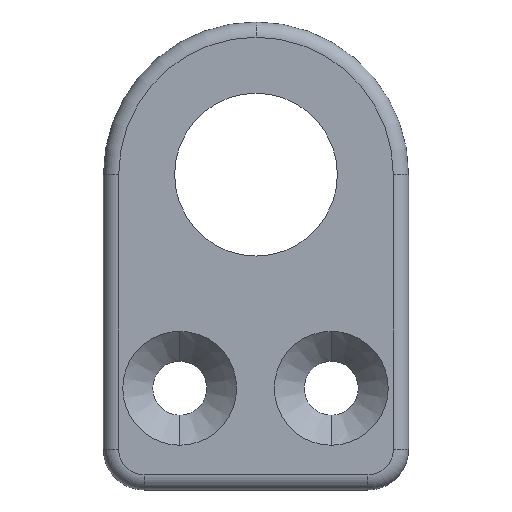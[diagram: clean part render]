
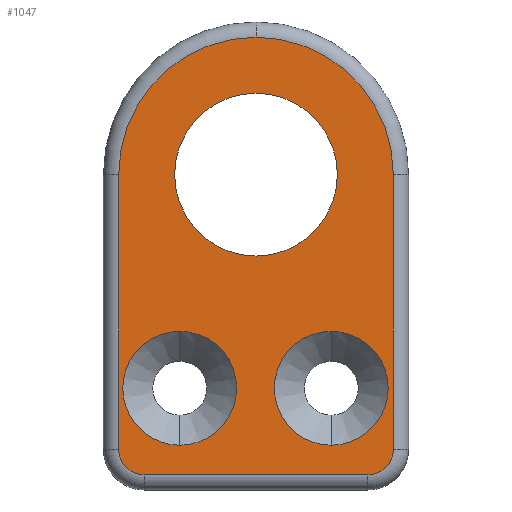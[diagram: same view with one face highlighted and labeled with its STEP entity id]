
A CAD part, front view. The second image highlights one B-rep face of the part: STEP entity #1047.
In plain terms, the highlighted planar face has unit normal (0, -1, 0).
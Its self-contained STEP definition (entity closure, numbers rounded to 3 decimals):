
#35 = VERTEX_POINT ( 'NONE', #664 ) ;
#38 = DIRECTION ( 'NONE',  ( 0., 0., 1. ) ) ;
#57 = DIRECTION ( 'NONE',  ( 0., 0., 1. ) ) ;
#60 = FACE_BOUND ( 'NONE', #1120, .T. ) ;
#89 = DIRECTION ( 'NONE',  ( 0., 0., 1. ) ) ;
#96 = DIRECTION ( 'NONE',  ( 0., -1., 0. ) ) ;
#97 = CARTESIAN_POINT ( 'NONE',  ( 0., 0., 13.5 ) ) ;
#111 = CARTESIAN_POINT ( 'NONE',  ( -7.5, 0., -15.4 ) ) ;
#123 = VERTEX_POINT ( 'NONE', #800 ) ;
#128 = DIRECTION ( 'NONE',  ( 0., 0., -1. ) ) ;
#130 = AXIS2_PLACEMENT_3D ( 'NONE', #760, #1167, #245 ) ;
#135 = AXIS2_PLACEMENT_3D ( 'NONE', #1211, #282, #910 ) ;
#153 = CARTESIAN_POINT ( 'NONE',  ( 0., 0., 8. ) ) ;
#157 = DIRECTION ( 'NONE',  ( 0., -1., 0. ) ) ;
#174 = CARTESIAN_POINT ( 'NONE',  ( -7.5, 0., -26.6 ) ) ;
#185 = VECTOR ( 'NONE', #828, 1000. ) ;
#190 = CIRCLE ( 'NONE', #805, 2.5 ) ;
#213 = VECTOR ( 'NONE', #128, 1000. ) ;
#221 = CIRCLE ( 'NONE', #135, 5.6 ) ;
#226 = VERTEX_POINT ( 'NONE', #417 ) ;
#241 = AXIS2_PLACEMENT_3D ( 'NONE', #1318, #390, #798 ) ;
#245 = DIRECTION ( 'NONE',  ( 0., 0., 1. ) ) ;
#250 = VERTEX_POINT ( 'NONE', #940 ) ;
#269 = CIRCLE ( 'NONE', #241, 5.6 ) ;
#274 = CARTESIAN_POINT ( 'NONE',  ( 13.5, 0., -27. ) ) ;
#277 = AXIS2_PLACEMENT_3D ( 'NONE', #352, #797, #554 ) ;
#282 = DIRECTION ( 'NONE',  ( 0., -1., 0. ) ) ;
#295 = VERTEX_POINT ( 'NONE', #97 ) ;
#318 = VECTOR ( 'NONE', #345, 1000. ) ;
#319 = AXIS2_PLACEMENT_3D ( 'NONE', #548, #1235, #1050 ) ;
#345 = DIRECTION ( 'NONE',  ( 1., 0., 0. ) ) ;
#351 = DIRECTION ( 'NONE',  ( 0., -1., 0. ) ) ;
#352 = CARTESIAN_POINT ( 'NONE',  ( 0., 0., 0. ) ) ;
#357 = CIRCLE ( 'NONE', #1112, 5.6 ) ;
#359 = EDGE_CURVE ( 'NONE', #729, #123, #1259, .T. ) ;
#376 = CARTESIAN_POINT ( 'NONE',  ( 0., 0., 0. ) ) ;
#390 = DIRECTION ( 'NONE',  ( 0., -1., 0. ) ) ;
#399 = DIRECTION ( 'NONE',  ( 0., 1., 0. ) ) ;
#417 = CARTESIAN_POINT ( 'NONE',  ( -13.5, 0., -27. ) ) ;
#441 = EDGE_CURVE ( 'NONE', #857, #1260, #724, .T. ) ;
#454 = EDGE_CURVE ( 'NONE', #1160, #857, #905, .T. ) ;
#483 = ORIENTED_EDGE ( 'NONE', *, *, #827, .T. ) ;
#501 = EDGE_CURVE ( 'NONE', #594, #1149, #357, .T. ) ;
#515 = DIRECTION ( 'NONE',  ( 0., -1., 0. ) ) ;
#520 = ORIENTED_EDGE ( 'NONE', *, *, #951, .T. ) ;
#523 = CARTESIAN_POINT ( 'NONE',  ( 0., 0., 0. ) ) ;
#524 = CIRCLE ( 'NONE', #277, 8. ) ;
#531 = FACE_OUTER_BOUND ( 'NONE', #1053, .T. ) ;
#535 = CARTESIAN_POINT ( 'NONE',  ( 7.4, 0., -26.6 ) ) ;
#548 = CARTESIAN_POINT ( 'NONE',  ( 11., 0., -27. ) ) ;
#550 = AXIS2_PLACEMENT_3D ( 'NONE', #1129, #515, #713 ) ;
#554 = DIRECTION ( 'NONE',  ( 0., 0., 1. ) ) ;
#555 = CARTESIAN_POINT ( 'NONE',  ( 11., 0., -29.5 ) ) ;
#576 = CIRCLE ( 'NONE', #706, 13.5 ) ;
#594 = VERTEX_POINT ( 'NONE', #174 ) ;
#631 = EDGE_CURVE ( 'NONE', #1226, #35, #269, .T. ) ;
#632 = CARTESIAN_POINT ( 'NONE',  ( 13.5, 0., 0. ) ) ;
#636 = EDGE_LOOP ( 'NONE', ( #1217, #1187 ) ) ;
#641 = ORIENTED_EDGE ( 'NONE', *, *, #1096, .F. ) ;
#644 = EDGE_CURVE ( 'NONE', #1149, #594, #221, .T. ) ;
#647 = LINE ( 'NONE', #1059, #213 ) ;
#664 = CARTESIAN_POINT ( 'NONE',  ( 7.4, 0., -15.4 ) ) ;
#688 = ORIENTED_EDGE ( 'NONE', *, *, #501, .F. ) ;
#689 = CARTESIAN_POINT ( 'NONE',  ( 0., 0., 0. ) ) ;
#693 = PLANE ( 'NONE',  #1264 ) ;
#706 = AXIS2_PLACEMENT_3D ( 'NONE', #376, #157, #38 ) ;
#710 = ORIENTED_EDGE ( 'NONE', *, *, #1170, .T. ) ;
#713 = DIRECTION ( 'NONE',  ( 0., 0., -1. ) ) ;
#716 = ORIENTED_EDGE ( 'NONE', *, *, #1351, .T. ) ;
#724 = LINE ( 'NONE', #632, #185 ) ;
#726 = CARTESIAN_POINT ( 'NONE',  ( 13.5, 0., 0. ) ) ;
#729 = VERTEX_POINT ( 'NONE', #153 ) ;
#735 = ORIENTED_EDGE ( 'NONE', *, *, #454, .T. ) ;
#739 = VERTEX_POINT ( 'NONE', #1178 ) ;
#750 = CIRCLE ( 'NONE', #1091, 13.5 ) ;
#760 = CARTESIAN_POINT ( 'NONE',  ( 0., 0., 0. ) ) ;
#766 = DIRECTION ( 'NONE',  ( 0., 0., -1. ) ) ;
#794 = FACE_BOUND ( 'NONE', #636, .T. ) ;
#797 = DIRECTION ( 'NONE',  ( 0., 1., 0. ) ) ;
#798 = DIRECTION ( 'NONE',  ( 0., 0., -1. ) ) ;
#800 = CARTESIAN_POINT ( 'NONE',  ( 0., 0., -8. ) ) ;
#805 = AXIS2_PLACEMENT_3D ( 'NONE', #1153, #96, #1256 ) ;
#827 = EDGE_CURVE ( 'NONE', #739, #1160, #855, .T. ) ;
#828 = DIRECTION ( 'NONE',  ( 0., 0., 1. ) ) ;
#841 = ORIENTED_EDGE ( 'NONE', *, *, #631, .F. ) ;
#855 = LINE ( 'NONE', #1101, #318 ) ;
#857 = VERTEX_POINT ( 'NONE', #274 ) ;
#882 = EDGE_CURVE ( 'NONE', #123, #729, #524, .T. ) ;
#905 = CIRCLE ( 'NONE', #319, 2.5 ) ;
#910 = DIRECTION ( 'NONE',  ( 0., 0., -1. ) ) ;
#940 = CARTESIAN_POINT ( 'NONE',  ( -13.5, 0., 0. ) ) ;
#951 = EDGE_CURVE ( 'NONE', #295, #250, #750, .T. ) ;
#987 = ORIENTED_EDGE ( 'NONE', *, *, #1296, .T. ) ;
#996 = DIRECTION ( 'NONE',  ( 0., -1., 0. ) ) ;
#1032 = EDGE_LOOP ( 'NONE', ( #841, #641 ) ) ;
#1035 = CIRCLE ( 'NONE', #550, 5.6 ) ;
#1047 = ADVANCED_FACE ( 'NONE', ( #531, #1230, #60, #794 ), #693, .F. ) ;
#1048 = ORIENTED_EDGE ( 'NONE', *, *, #441, .T. ) ;
#1050 = DIRECTION ( 'NONE',  ( 0., 0., 1. ) ) ;
#1053 = EDGE_LOOP ( 'NONE', ( #1048, #716, #520, #987, #710, #483, #735 ) ) ;
#1059 = CARTESIAN_POINT ( 'NONE',  ( -13.5, 0., -27. ) ) ;
#1064 = CARTESIAN_POINT ( 'NONE',  ( -7.5, 0., -21. ) ) ;
#1091 = AXIS2_PLACEMENT_3D ( 'NONE', #689, #996, #57 ) ;
#1096 = EDGE_CURVE ( 'NONE', #35, #1226, #1035, .T. ) ;
#1101 = CARTESIAN_POINT ( 'NONE',  ( 11., 0., -29.5 ) ) ;
#1112 = AXIS2_PLACEMENT_3D ( 'NONE', #1064, #351, #766 ) ;
#1120 = EDGE_LOOP ( 'NONE', ( #688, #1347 ) ) ;
#1129 = CARTESIAN_POINT ( 'NONE',  ( 7.4, 0., -21. ) ) ;
#1149 = VERTEX_POINT ( 'NONE', #111 ) ;
#1153 = CARTESIAN_POINT ( 'NONE',  ( -11., 0., -27. ) ) ;
#1160 = VERTEX_POINT ( 'NONE', #555 ) ;
#1167 = DIRECTION ( 'NONE',  ( 0., 1., 0. ) ) ;
#1170 = EDGE_CURVE ( 'NONE', #226, #739, #190, .T. ) ;
#1178 = CARTESIAN_POINT ( 'NONE',  ( -11., 0., -29.5 ) ) ;
#1187 = ORIENTED_EDGE ( 'NONE', *, *, #359, .T. ) ;
#1211 = CARTESIAN_POINT ( 'NONE',  ( -7.5, 0., -21. ) ) ;
#1217 = ORIENTED_EDGE ( 'NONE', *, *, #882, .T. ) ;
#1226 = VERTEX_POINT ( 'NONE', #535 ) ;
#1230 = FACE_BOUND ( 'NONE', #1032, .T. ) ;
#1235 = DIRECTION ( 'NONE',  ( 0., -1., 0. ) ) ;
#1256 = DIRECTION ( 'NONE',  ( 0., 0., 1. ) ) ;
#1259 = CIRCLE ( 'NONE', #130, 8. ) ;
#1260 = VERTEX_POINT ( 'NONE', #726 ) ;
#1264 = AXIS2_PLACEMENT_3D ( 'NONE', #523, #399, #89 ) ;
#1296 = EDGE_CURVE ( 'NONE', #250, #226, #647, .T. ) ;
#1318 = CARTESIAN_POINT ( 'NONE',  ( 7.4, 0., -21. ) ) ;
#1347 = ORIENTED_EDGE ( 'NONE', *, *, #644, .F. ) ;
#1351 = EDGE_CURVE ( 'NONE', #1260, #295, #576, .T. ) ;
